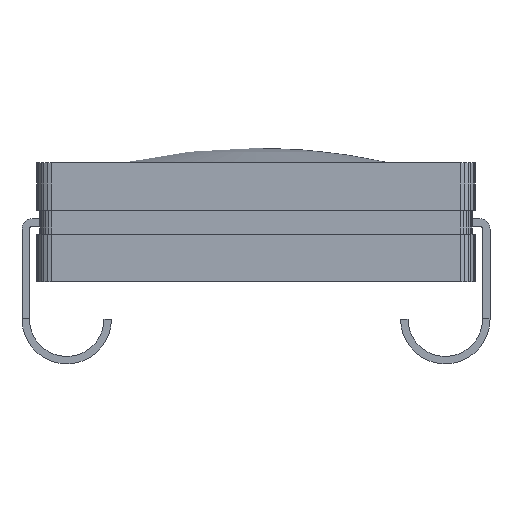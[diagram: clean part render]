
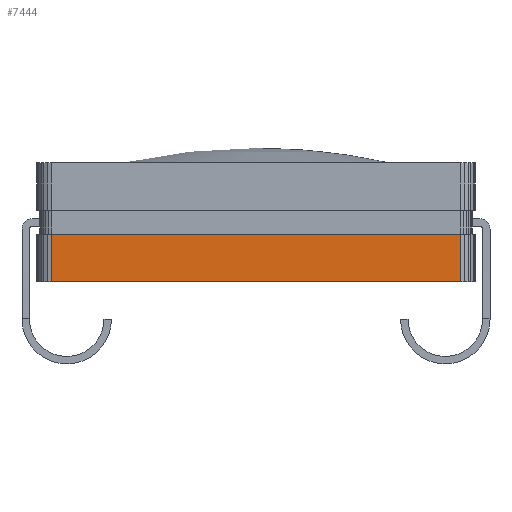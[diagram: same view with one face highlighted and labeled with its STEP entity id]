
A CAD part, front view. The second image highlights one B-rep face of the part: STEP entity #7444.
In plain terms, the highlighted planar face has unit normal (0, -1, 0).
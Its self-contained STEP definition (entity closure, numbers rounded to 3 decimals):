
#2898 = VERTEX_POINT('',#2899);
#2899 = CARTESIAN_POINT('',(-6.866,-15.956,
    1.6));
#2905 = EDGE_CURVE('',#2906,#2898,#2908,.T.);
#2906 = VERTEX_POINT('',#2907);
#2907 = CARTESIAN_POINT('',(6.866,-15.956,
    1.6));
#2908 = LINE('',#2909,#2910);
#2909 = CARTESIAN_POINT('',(6.866,-15.956,
    1.6));
#2910 = VECTOR('',#2911,1.);
#2911 = DIRECTION('',(-1.,0.,0.));
#7401 = VERTEX_POINT('',#7402);
#7402 = CARTESIAN_POINT('',(-6.866,-15.956,0.));
#7408 = EDGE_CURVE('',#7401,#2898,#7409,.T.);
#7409 = LINE('',#7410,#7411);
#7410 = CARTESIAN_POINT('',(-6.866,-15.956,0.));
#7411 = VECTOR('',#7412,1.);
#7412 = DIRECTION('',(0.,0.,1.));
#7444 = ADVANCED_FACE('',(#7445),#7463,.T.);
#7445 = FACE_BOUND('',#7446,.T.);
#7446 = EDGE_LOOP('',(#7447,#7455,#7461,#7462));
#7447 = ORIENTED_EDGE('',*,*,#7448,.T.);
#7448 = EDGE_CURVE('',#7401,#7449,#7451,.T.);
#7449 = VERTEX_POINT('',#7450);
#7450 = CARTESIAN_POINT('',(6.866,-15.956,0.));
#7451 = LINE('',#7452,#7453);
#7452 = CARTESIAN_POINT('',(-6.866,-15.956,0.));
#7453 = VECTOR('',#7454,1.);
#7454 = DIRECTION('',(1.,0.,0.));
#7455 = ORIENTED_EDGE('',*,*,#7456,.T.);
#7456 = EDGE_CURVE('',#7449,#2906,#7457,.T.);
#7457 = LINE('',#7458,#7459);
#7458 = CARTESIAN_POINT('',(6.866,-15.956,0.));
#7459 = VECTOR('',#7460,1.);
#7460 = DIRECTION('',(0.,0.,1.));
#7461 = ORIENTED_EDGE('',*,*,#2905,.T.);
#7462 = ORIENTED_EDGE('',*,*,#7408,.F.);
#7463 = PLANE('',#7464);
#7464 = AXIS2_PLACEMENT_3D('',#7465,#7466,#7467);
#7465 = CARTESIAN_POINT('',(0.,-15.956,0.8));
#7466 = DIRECTION('',(-0.,-1.,-0.));
#7467 = DIRECTION('',(0.,0.,-1.));
